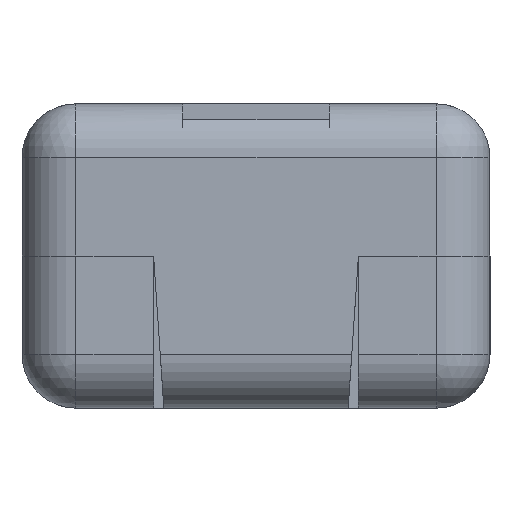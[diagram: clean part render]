
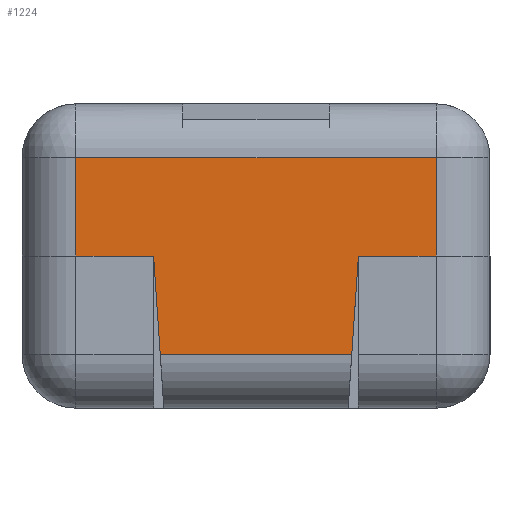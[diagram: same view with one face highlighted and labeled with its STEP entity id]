
A CAD part, left-side view. The second image highlights one B-rep face of the part: STEP entity #1224.
In plain terms, the highlighted face is planar.
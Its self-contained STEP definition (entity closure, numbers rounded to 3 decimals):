
#1224 = ADVANCED_FACE( '', ( #2623 ), #2624, .F. );
#2623 = FACE_OUTER_BOUND( '', #4201, .T. );
#2624 = PLANE( '', #4202 );
#4201 = EDGE_LOOP( '', ( #8172, #8173, #8174, #8175, #8176, #8177, #8178, #8179 ) );
#4202 = AXIS2_PLACEMENT_3D( '', #8180, #8181, #8182 );
#8172 = ORIENTED_EDGE( '', *, *, #11629, .F. );
#8173 = ORIENTED_EDGE( '', *, *, #10091, .T. );
#8174 = ORIENTED_EDGE( '', *, *, #10840, .T. );
#8175 = ORIENTED_EDGE( '', *, *, #10324, .F. );
#8176 = ORIENTED_EDGE( '', *, *, #11007, .T. );
#8177 = ORIENTED_EDGE( '', *, *, #11630, .T. );
#8178 = ORIENTED_EDGE( '', *, *, #10660, .F. );
#8179 = ORIENTED_EDGE( '', *, *, #10328, .F. );
#8180 = CARTESIAN_POINT( '', ( 28.3, -6.16, 5.2 ) );
#8181 = DIRECTION( '', ( -1., 0., 0. ) );
#8182 = DIRECTION( '', ( 0., 0., 1. ) );
#10091 = EDGE_CURVE( '', #12278, #12275, #12279, .F. );
#10324 = EDGE_CURVE( '', #12681, #12683, #12684, .T. );
#10328 = EDGE_CURVE( '', #12687, #12689, #12690, .T. );
#10660 = EDGE_CURVE( '', #12689, #13249, #13250, .T. );
#10840 = EDGE_CURVE( '', #12275, #12683, #13535, .T. );
#11007 = EDGE_CURVE( '', #12681, #13797, #13799, .T. );
#11629 = EDGE_CURVE( '', #12278, #12687, #14666, .T. );
#11630 = EDGE_CURVE( '', #13797, #13249, #14667, .T. );
#12275 = VERTEX_POINT( '', #15481 );
#12278 = VERTEX_POINT( '', #15484 );
#12279 = LINE( '', #15485, #15486 );
#12681 = VERTEX_POINT( '', #16067 );
#12683 = VERTEX_POINT( '', #16069 );
#12684 = LINE( '', #16070, #16071 );
#12687 = VERTEX_POINT( '', #16076 );
#12689 = VERTEX_POINT( '', #16079 );
#12690 = LINE( '', #16080, #16081 );
#13249 = VERTEX_POINT( '', #16928 );
#13250 = LINE( '', #16929, #16930 );
#13535 = LINE( '', #17346, #17347 );
#13797 = VERTEX_POINT( '', #17731 );
#13799 = LINE( '', #17733, #17734 );
#14666 = LINE( '', #19081, #19082 );
#14667 = LINE( '', #19083, #19084 );
#15481 = CARTESIAN_POINT( '', ( 28.3, -3.274, 8.56 ) );
#15484 = CARTESIAN_POINT( '', ( 28.3, 3.274, 8.56 ) );
#15485 = CARTESIAN_POINT( '', ( 28.3, -3.15, 8.56 ) );
#15486 = VECTOR( '', #19754, 1000. );
#16067 = CARTESIAN_POINT( '', ( 28.3, -6.16, 5.2 ) );
#16069 = CARTESIAN_POINT( '', ( 28.3, -3.5, 5.2 ) );
#16070 = CARTESIAN_POINT( '', ( 28.3, -6.16, 5.2 ) );
#16071 = VECTOR( '', #19961, 1000. );
#16076 = CARTESIAN_POINT( '', ( 28.3, 3.5, 5.2 ) );
#16079 = CARTESIAN_POINT( '', ( 28.3, 6.16, 5.2 ) );
#16080 = CARTESIAN_POINT( '', ( 28.3, -6.16, 5.2 ) );
#16081 = VECTOR( '', #19965, 1000. );
#16928 = CARTESIAN_POINT( '', ( 28.3, 6.16, 1.84 ) );
#16929 = CARTESIAN_POINT( '', ( 28.3, 6.16, 5.2 ) );
#16930 = VECTOR( '', #20266, 1000. );
#17346 = CARTESIAN_POINT( '', ( 28.3, -3.15, 10.4 ) );
#17347 = VECTOR( '', #20410, 1000. );
#17731 = CARTESIAN_POINT( '', ( 28.3, -6.16, 1.84 ) );
#17733 = CARTESIAN_POINT( '', ( 28.3, -6.16, 5.2 ) );
#17734 = VECTOR( '', #20542, 1000. );
#19081 = CARTESIAN_POINT( '', ( 28.3, 3.15, 10.4 ) );
#19082 = VECTOR( '', #21050, 1000. );
#19083 = CARTESIAN_POINT( '', ( 28.3, -6.16, 1.84 ) );
#19084 = VECTOR( '', #21051, 1000. );
#19754 = DIRECTION( '', ( 0., 1., 0. ) );
#19961 = DIRECTION( '', ( 0., 1., 0. ) );
#19965 = DIRECTION( '', ( 0., 1., 0. ) );
#20266 = DIRECTION( '', ( 0., 0., -1. ) );
#20410 = DIRECTION( '', ( 0., -0.067, -0.998 ) );
#20542 = DIRECTION( '', ( 0., 0., -1. ) );
#21050 = DIRECTION( '', ( 0., 0.067, -0.998 ) );
#21051 = DIRECTION( '', ( 0., 1., 0. ) );
